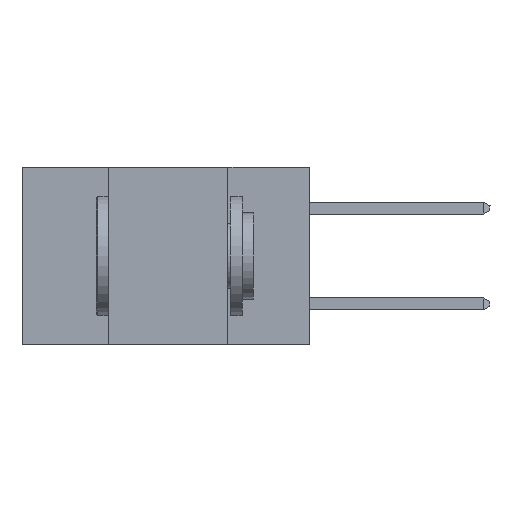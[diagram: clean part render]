
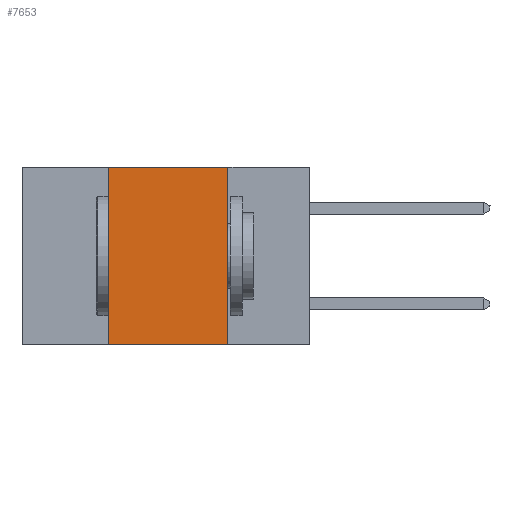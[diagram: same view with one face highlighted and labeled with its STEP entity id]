
A CAD part, left-side view. The second image highlights one B-rep face of the part: STEP entity #7653.
In plain terms, the highlighted planar face has unit normal (-1, 0, 0).
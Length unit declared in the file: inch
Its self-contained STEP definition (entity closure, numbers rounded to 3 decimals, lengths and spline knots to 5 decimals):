
#108 = LINE ( 'NONE', #14968, #10193 ) ;
#257 = VECTOR ( 'NONE', #2750, 39.37008 ) ;
#334 = DIRECTION ( 'NONE',  ( 1., 0., 0. ) ) ;
#878 = EDGE_CURVE ( 'NONE', #21874, #12737, #21331, .T. ) ;
#1772 = CARTESIAN_POINT ( 'NONE',  ( 0., 0.42, 0. ) ) ;
#2750 = DIRECTION ( 'NONE',  ( 0., 0., 1. ) ) ;
#3885 = VECTOR ( 'NONE', #23110, 39.37008 ) ;
#4666 = AXIS2_PLACEMENT_3D ( 'NONE', #13126, #334, #15251 ) ;
#5109 = ORIENTED_EDGE ( 'NONE', *, *, #9289, .T. ) ;
#6007 = LINE ( 'NONE', #21650, #257 ) ;
#6522 = DIRECTION ( 'NONE',  ( 0., -1., 0. ) ) ;
#7653 = ADVANCED_FACE ( 'NONE', ( #11281 ), #25629, .F. ) ;
#7718 = VERTEX_POINT ( 'NONE', #25799 ) ;
#9289 = EDGE_CURVE ( 'NONE', #7718, #25780, #108, .T. ) ;
#9430 = ORIENTED_EDGE ( 'NONE', *, *, #14946, .F. ) ;
#10193 = VECTOR ( 'NONE', #6522, 39.37008 ) ;
#10728 = EDGE_CURVE ( 'NONE', #7718, #21874, #6007, .T. ) ;
#11281 = FACE_OUTER_BOUND ( 'NONE', #11626, .T. ) ;
#11626 = EDGE_LOOP ( 'NONE', ( #9430, #15030, #21231, #5109 ) ) ;
#12123 = VECTOR ( 'NONE', #20298, 39.37008 ) ;
#12737 = VERTEX_POINT ( 'NONE', #23786 ) ;
#13126 = CARTESIAN_POINT ( 'NONE',  ( 0., 0.6, 0. ) ) ;
#13897 = CARTESIAN_POINT ( 'NONE',  ( 0., 0.17, 0. ) ) ;
#14027 = CARTESIAN_POINT ( 'NONE',  ( 0., 0.17, -0.37 ) ) ;
#14946 = EDGE_CURVE ( 'NONE', #12737, #25780, #23240, .T. ) ;
#14968 = CARTESIAN_POINT ( 'NONE',  ( 0., 0.6, -0.37 ) ) ;
#15030 = ORIENTED_EDGE ( 'NONE', *, *, #878, .F. ) ;
#15251 = DIRECTION ( 'NONE',  ( 0., 0., -1. ) ) ;
#20298 = DIRECTION ( 'NONE',  ( 0., 0., -1. ) ) ;
#21231 = ORIENTED_EDGE ( 'NONE', *, *, #10728, .F. ) ;
#21331 = LINE ( 'NONE', #23279, #3885 ) ;
#21650 = CARTESIAN_POINT ( 'NONE',  ( 0., 0.42, 0. ) ) ;
#21874 = VERTEX_POINT ( 'NONE', #1772 ) ;
#23110 = DIRECTION ( 'NONE',  ( 0., -1., 0. ) ) ;
#23240 = LINE ( 'NONE', #13897, #12123 ) ;
#23279 = CARTESIAN_POINT ( 'NONE',  ( 0., 0.6, 0. ) ) ;
#23786 = CARTESIAN_POINT ( 'NONE',  ( 0., 0.17, 0. ) ) ;
#25629 = PLANE ( 'NONE',  #4666 ) ;
#25780 = VERTEX_POINT ( 'NONE', #14027 ) ;
#25799 = CARTESIAN_POINT ( 'NONE',  ( 0., 0.42, -0.37 ) ) ;
